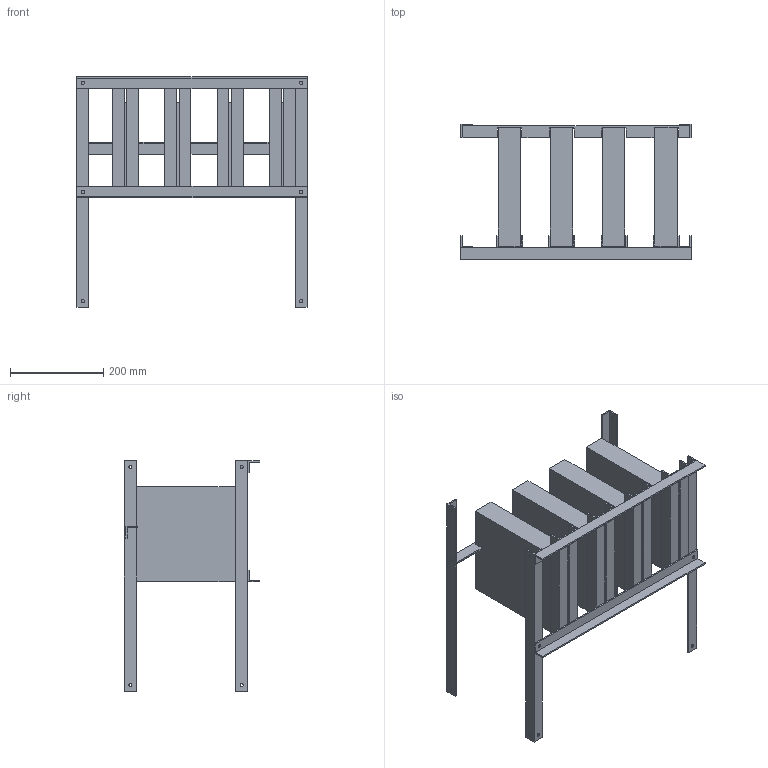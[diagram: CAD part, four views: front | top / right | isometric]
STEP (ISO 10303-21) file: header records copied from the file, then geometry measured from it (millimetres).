
FILE_DESCRIPTION(/* description */ (''),/* implementation_level */ '2;1');
FILE_NAME(/* name */ 'racked_2.stp',/* time_stamp */ '2018-10-24T08:59:50-07:00',/* author */ ('ddeboer'),/* organization */ (''),/* preprocessor_version */ 'ST-DEVELOPER v16.5',/* originating_system */ 'Autodesk Inventor 2017',/* authorisation */ '');
FILE_SCHEMA (('AUTOMOTIVE_DESIGN { 1 0 10303 214 3 1 1 }'));
Length unit declared in the file: inch
Products named in the file (10): racked; bottom; ladder; Part2; uchannel; Part2_1; snap; top_2; Part2_2; Part2_3
Assembly tree (22 placements, depth 4):
  racked
    bottom
      ladder
        Part2  x2
        uchannel  x8
      Part2_1  x2
    snap  x4
    top_2
      Part2_2
      Part2_3  x2
Bounding box: 492.12 x 288.93 x 492.12 mm (x, y, z)
Volume: 10674925.2 mm3; surface area: 1143574.7 mm2
Topology: 19 solids, 19 shells, 192 faces, 486 edges, 332 vertices
Faces by surface type: plane 160, cylinder 32
Full cylindrical faces by diameter (mm): 6.756 x24
Entity records: 2878 total; most frequent: DIRECTION 472, CARTESIAN_POINT 457, ORIENTED_EDGE 400, EDGE_CURVE 200, LINE 158, VECTOR 158, AXIS2_PLACEMENT_3D 157, VERTEX_POINT 142
